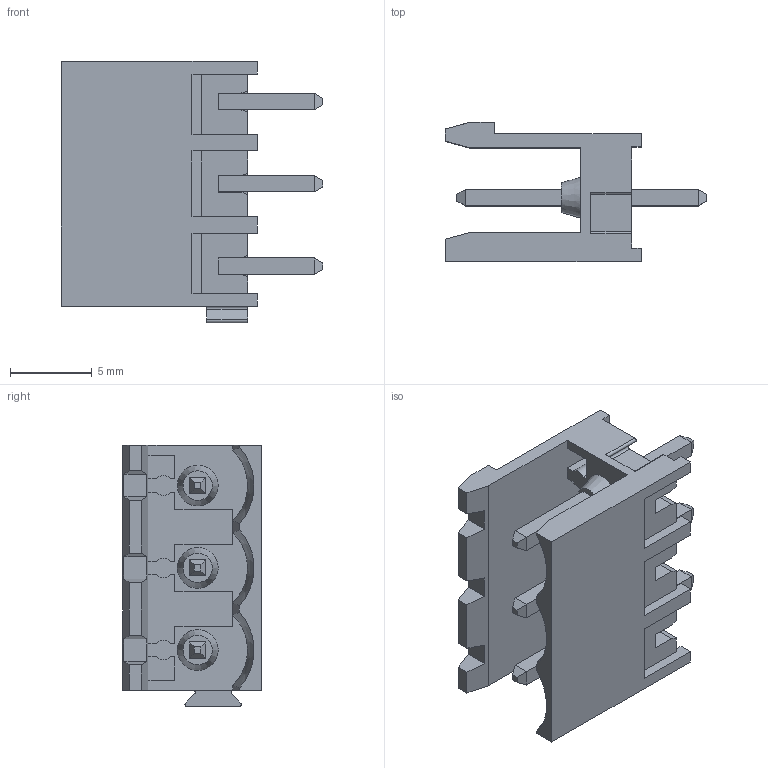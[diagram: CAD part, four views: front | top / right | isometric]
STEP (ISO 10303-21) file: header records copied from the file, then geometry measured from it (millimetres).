
FILE_DESCRIPTION(('STEP AP214'),'1');
FILE_NAME('PV03-5-V-M.stp','2020-12-16T15:24:52',(' '),(' '),'Spatial InterOp 3D',' ',' ');
FILE_SCHEMA(('AUTOMOTIVE_DESIGN { 1 0 10303 214 1 1 1 1 }'));
Length unit declared in the file: metre
Products named in the file (1): 1207905287
Bounding box: 16 x 8.5 x 16 mm (x, y, z)
Volume: 568.9 mm3; surface area: 1295.6 mm2
Topology: 1 solids, 1 shells, 215 faces, 577 edges, 373 vertices
Faces by surface type: plane 192, cylinder 17, cone 6
Entity records: 8293 total; most frequent: CARTESIAN_POINT 1179, ORIENTED_EDGE 1146, DIRECTION 1042, EDGE_CURVE 573, LINE 524, VECTOR 524, VERTEX_POINT 372, AXIS2_PLACEMENT_3D 259
